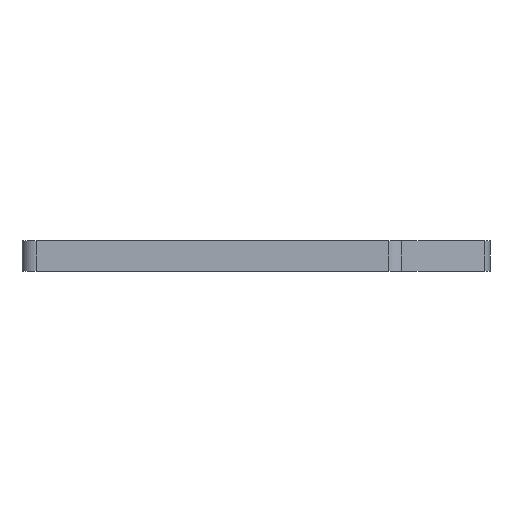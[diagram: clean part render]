
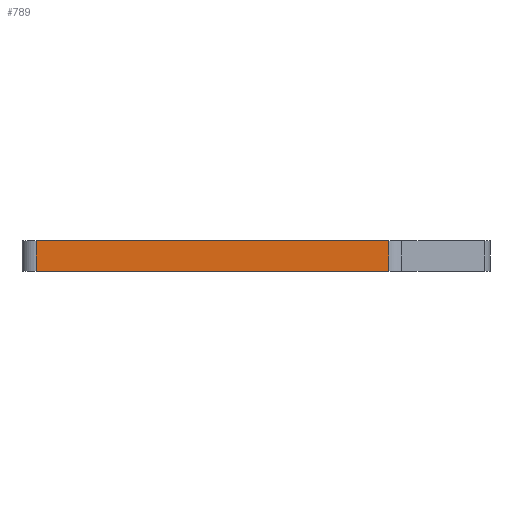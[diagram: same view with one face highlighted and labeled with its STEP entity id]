
A CAD part, left-side view. The second image highlights one B-rep face of the part: STEP entity #789.
In plain terms, the highlighted planar face has unit normal (-1, 0, 0).
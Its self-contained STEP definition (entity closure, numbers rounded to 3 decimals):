
#1 = DIRECTION ( 'NONE',  ( 0., 0., -1. ) ) ;
#16 = DIRECTION ( 'NONE',  ( 0., 0., -1. ) ) ;
#17 = ORIENTED_EDGE ( 'NONE', *, *, #323, .T. ) ;
#20 = CARTESIAN_POINT ( 'NONE',  ( -47.5, 52., 6.5 ) ) ;
#27 = EDGE_CURVE ( 'NONE', #527, #301, #490, .T. ) ;
#95 = VECTOR ( 'NONE', #421, 1000. ) ;
#99 = VECTOR ( 'NONE', #1014, 1000. ) ;
#109 = LINE ( 'NONE', #20, #273 ) ;
#147 = EDGE_CURVE ( 'NONE', #301, #262, #429, .T. ) ;
#182 = CARTESIAN_POINT ( 'NONE',  ( -47.5, -23.343, 6.5 ) ) ;
#194 = LINE ( 'NONE', #375, #99 ) ;
#220 = CARTESIAN_POINT ( 'NONE',  ( -47.5, 52., 0. ) ) ;
#233 = CARTESIAN_POINT ( 'NONE',  ( -47.5, 52., 6.5 ) ) ;
#262 = VERTEX_POINT ( 'NONE', #182 ) ;
#267 = EDGE_LOOP ( 'NONE', ( #904, #1096, #454, #17 ) ) ;
#273 = VECTOR ( 'NONE', #16, 1000. ) ;
#301 = VERTEX_POINT ( 'NONE', #726 ) ;
#323 = EDGE_CURVE ( 'NONE', #492, #527, #109, .T. ) ;
#348 = VECTOR ( 'NONE', #415, 1000. ) ;
#375 = CARTESIAN_POINT ( 'NONE',  ( -47.5, 0., 6.5 ) ) ;
#415 = DIRECTION ( 'NONE',  ( 0., -1., 0. ) ) ;
#421 = DIRECTION ( 'NONE',  ( 0., 0., 1. ) ) ;
#429 = LINE ( 'NONE', #452, #95 ) ;
#452 = CARTESIAN_POINT ( 'NONE',  ( -47.5, -23.343, 6.5 ) ) ;
#454 = ORIENTED_EDGE ( 'NONE', *, *, #728, .F. ) ;
#459 = DIRECTION ( 'NONE',  ( 1., 0., 0. ) ) ;
#490 = LINE ( 'NONE', #1133, #348 ) ;
#492 = VERTEX_POINT ( 'NONE', #233 ) ;
#527 = VERTEX_POINT ( 'NONE', #220 ) ;
#548 = PLANE ( 'NONE',  #1145 ) ;
#726 = CARTESIAN_POINT ( 'NONE',  ( -47.5, -23.343, 0. ) ) ;
#728 = EDGE_CURVE ( 'NONE', #492, #262, #194, .T. ) ;
#789 = ADVANCED_FACE ( 'NONE', ( #812 ), #548, .F. ) ;
#812 = FACE_OUTER_BOUND ( 'NONE', #267, .T. ) ;
#904 = ORIENTED_EDGE ( 'NONE', *, *, #27, .T. ) ;
#909 = CARTESIAN_POINT ( 'NONE',  ( -47.5, 0., 6.5 ) ) ;
#1014 = DIRECTION ( 'NONE',  ( 0., -1., 0. ) ) ;
#1096 = ORIENTED_EDGE ( 'NONE', *, *, #147, .T. ) ;
#1133 = CARTESIAN_POINT ( 'NONE',  ( -47.5, 0., 0. ) ) ;
#1145 = AXIS2_PLACEMENT_3D ( 'NONE', #909, #459, #1 ) ;
